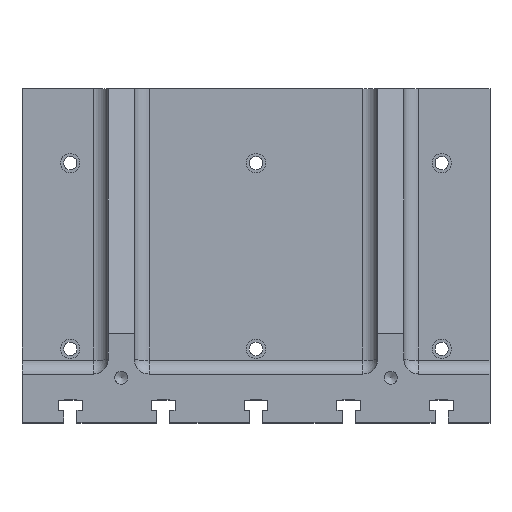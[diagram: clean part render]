
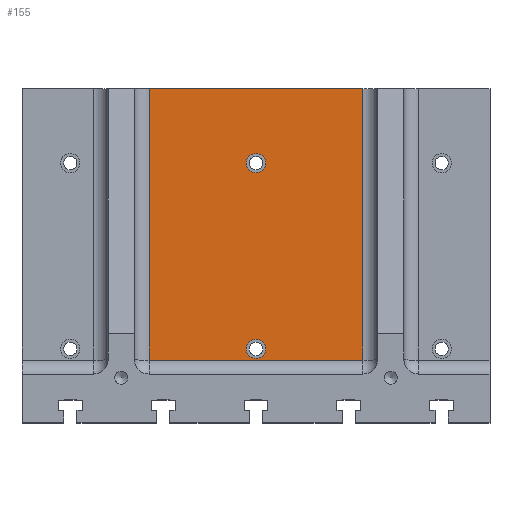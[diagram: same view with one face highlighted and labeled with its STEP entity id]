
A CAD part, top view. The second image highlights one B-rep face of the part: STEP entity #155.
In plain terms, the highlighted planar face has unit normal (0, 0, 1).
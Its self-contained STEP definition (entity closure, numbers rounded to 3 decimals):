
#155 = ADVANCED_FACE( '', ( #805, #806, #807 ), #808, .F. );
#805 = FACE_BOUND( '', #1997, .T. );
#806 = FACE_BOUND( '', #1998, .T. );
#807 = FACE_OUTER_BOUND( '', #1999, .T. );
#808 = PLANE( '', #2000 );
#1997 = EDGE_LOOP( '', ( #4031 ) );
#1998 = EDGE_LOOP( '', ( #4032 ) );
#1999 = EDGE_LOOP( '', ( #4033, #4034, #4035, #4036 ) );
#2000 = AXIS2_PLACEMENT_3D( '', #4037, #4038, #4039 );
#4031 = ORIENTED_EDGE( '', *, *, #8054, .T. );
#4032 = ORIENTED_EDGE( '', *, *, #8055, .T. );
#4033 = ORIENTED_EDGE( '', *, *, #8056, .T. );
#4034 = ORIENTED_EDGE( '', *, *, #8057, .T. );
#4035 = ORIENTED_EDGE( '', *, *, #8044, .T. );
#4036 = ORIENTED_EDGE( '', *, *, #8058, .T. );
#4037 = CARTESIAN_POINT( '', ( 315., 450., 40. ) );
#4038 = DIRECTION( '', ( 0., 0., -1. ) );
#4039 = DIRECTION( '', ( 0., 1., 0. ) );
#8044 = EDGE_CURVE( '', #9972, #9970, #9973, .T. );
#8054 = EDGE_CURVE( '', #9990, #9990, #9991, .T. );
#8055 = EDGE_CURVE( '', #9992, #9992, #9993, .T. );
#8056 = EDGE_CURVE( '', #9994, #9995, #9996, .F. );
#8057 = EDGE_CURVE( '', #9995, #9972, #9997, .F. );
#8058 = EDGE_CURVE( '', #9970, #9994, #9998, .F. );
#9970 = VERTEX_POINT( '', #12917 );
#9972 = VERTEX_POINT( '', #12919 );
#9973 = LINE( '', #12920, #12921 );
#9990 = VERTEX_POINT( '', #12944 );
#9991 = CIRCLE( '', #12945, 13. );
#9992 = VERTEX_POINT( '', #12946 );
#9993 = CIRCLE( '', #12947, 13. );
#9994 = VERTEX_POINT( '', #12948 );
#9995 = VERTEX_POINT( '', #12949 );
#9996 = LINE( '', #12950, #12951 );
#9997 = LINE( '', #12952, #12953 );
#9998 = LINE( '', #12954, #12955 );
#12917 = CARTESIAN_POINT( '', ( -144., 450., 40. ) );
#12919 = CARTESIAN_POINT( '', ( 144., 450., 40. ) );
#12920 = CARTESIAN_POINT( '', ( 315., 450., 40. ) );
#12921 = VECTOR( '', #15476, 1000. );
#12944 = CARTESIAN_POINT( '', ( 0., 87., 40. ) );
#12945 = AXIS2_PLACEMENT_3D( '', #15492, #15493, #15494 );
#12946 = CARTESIAN_POINT( '', ( 0., 337., 40. ) );
#12947 = AXIS2_PLACEMENT_3D( '', #15495, #15496, #15497 );
#12948 = CARTESIAN_POINT( '', ( -144., 85., 40. ) );
#12949 = CARTESIAN_POINT( '', ( 144., 85., 40. ) );
#12950 = CARTESIAN_POINT( '', ( 315., 85., 40. ) );
#12951 = VECTOR( '', #15498, 1000. );
#12952 = CARTESIAN_POINT( '', ( 144., 450., 40. ) );
#12953 = VECTOR( '', #15499, 1000. );
#12954 = CARTESIAN_POINT( '', ( -144., 85., 40. ) );
#12955 = VECTOR( '', #15500, 1000. );
#15476 = DIRECTION( '', ( -1., 0., 0. ) );
#15492 = CARTESIAN_POINT( '', ( 0., 100., 40. ) );
#15493 = DIRECTION( '', ( 0., 0., -1. ) );
#15494 = DIRECTION( '', ( 0., -1., 0. ) );
#15495 = CARTESIAN_POINT( '', ( 0., 350., 40. ) );
#15496 = DIRECTION( '', ( 0., 0., -1. ) );
#15497 = DIRECTION( '', ( 0., -1., 0. ) );
#15498 = DIRECTION( '', ( -1., 0., 0. ) );
#15499 = DIRECTION( '', ( 0., -1., 0. ) );
#15500 = DIRECTION( '', ( 0., 1., 0. ) );
